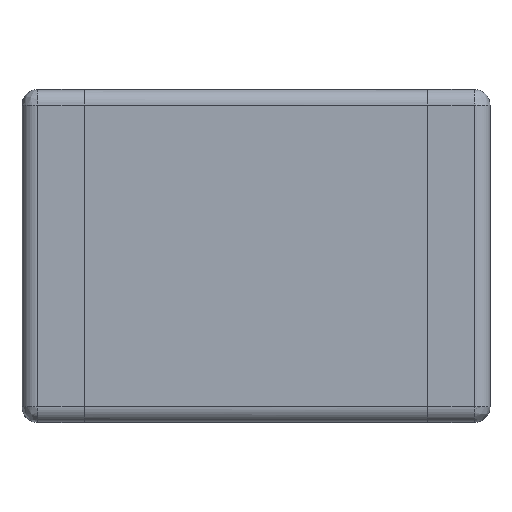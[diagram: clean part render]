
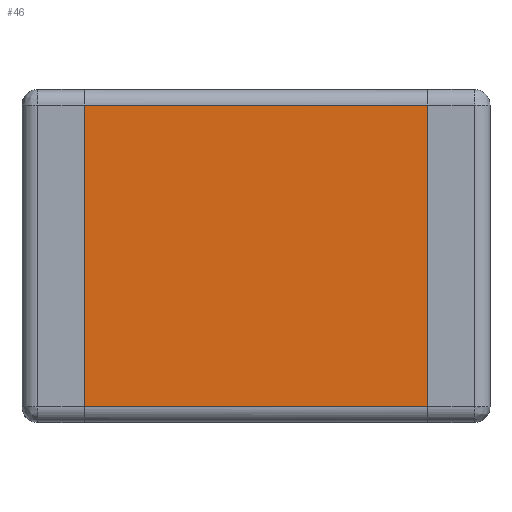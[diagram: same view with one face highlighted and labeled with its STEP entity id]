
A CAD part, top view. The second image highlights one B-rep face of the part: STEP entity #46.
In plain terms, the highlighted planar face has unit normal (0, 0, 1).
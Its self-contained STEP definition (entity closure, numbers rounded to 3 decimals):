
#46=ADVANCED_FACE('',(#88),#1184,.T.);
#88=FACE_OUTER_BOUND('',#130,.T.);
#130=EDGE_LOOP('',(#172,#173,#174,#175));
#172=ORIENTED_EDGE('',*,*,#748,.T.);
#173=ORIENTED_EDGE('',*,*,#749,.T.);
#174=ORIENTED_EDGE('',*,*,#750,.T.);
#175=ORIENTED_EDGE('',*,*,#751,.T.);
#332=PCURVE('',#1184,#492);
#333=PCURVE('',#1184,#493);
#334=PCURVE('',#1184,#494);
#335=PCURVE('',#1184,#495);
#341=PCURVE('',#1157,#501);
#351=PCURVE('',#1159,#511);
#492=DEFINITIONAL_REPRESENTATION('',(#845),#2283);
#493=DEFINITIONAL_REPRESENTATION('',(#847),#2283);
#494=DEFINITIONAL_REPRESENTATION('',(#849),#2283);
#495=DEFINITIONAL_REPRESENTATION('',(#851),#2283);
#501=DEFINITIONAL_REPRESENTATION('',(#862),#2283);
#511=DEFINITIONAL_REPRESENTATION('',(#881),#2283);
#652=SURFACE_CURVE('',#844,(#332,#341),.PCURVE_S1.);
#653=SURFACE_CURVE('',#846,(#333),.PCURVE_S1.);
#654=SURFACE_CURVE('',#848,(#334,#351),.PCURVE_S1.);
#655=SURFACE_CURVE('',#850,(#335),.PCURVE_S1.);
#748=EDGE_CURVE('',#1103,#1100,#652,.T.);
#749=EDGE_CURVE('',#1100,#1101,#653,.T.);
#750=EDGE_CURVE('',#1101,#1102,#654,.T.);
#751=EDGE_CURVE('',#1102,#1103,#655,.T.);
#844=B_SPLINE_CURVE_WITH_KNOTS('',1,(#1304,#1305),.UNSPECIFIED.,.F.,.F.,
(2,2),(0.,1.),.UNSPECIFIED.);
#845=B_SPLINE_CURVE_WITH_KNOTS('',1,(#1306,#1307),.UNSPECIFIED.,.F.,.F.,
(2,2),(0.,1.),.UNSPECIFIED.);
#846=B_SPLINE_CURVE_WITH_KNOTS('',1,(#1308,#1309),.UNSPECIFIED.,.F.,.F.,
(2,2),(0.,1.),.UNSPECIFIED.);
#847=B_SPLINE_CURVE_WITH_KNOTS('',1,(#1310,#1311),.UNSPECIFIED.,.F.,.F.,
(2,2),(0.,1.),.UNSPECIFIED.);
#848=B_SPLINE_CURVE_WITH_KNOTS('',1,(#1312,#1313),.UNSPECIFIED.,.F.,.F.,
(2,2),(0.,1.),.UNSPECIFIED.);
#849=B_SPLINE_CURVE_WITH_KNOTS('',1,(#1314,#1315),.UNSPECIFIED.,.F.,.F.,
(2,2),(0.,1.),.UNSPECIFIED.);
#850=B_SPLINE_CURVE_WITH_KNOTS('',1,(#1316,#1317),.UNSPECIFIED.,.F.,.F.,
(2,2),(0.,1.),.UNSPECIFIED.);
#851=B_SPLINE_CURVE_WITH_KNOTS('',1,(#1318,#1319),.UNSPECIFIED.,.F.,.F.,
(2,2),(0.,1.),.UNSPECIFIED.);
#862=B_SPLINE_CURVE_WITH_KNOTS('',1,(#1352,#1353),.UNSPECIFIED.,.F.,.F.,
(2,2),(0.,1.),.UNSPECIFIED.);
#881=B_SPLINE_CURVE_WITH_KNOTS('',1,(#1410,#1411),.UNSPECIFIED.,.F.,.F.,
(2,2),(0.,1.),.UNSPECIFIED.);
#1100=VERTEX_POINT('',#1288);
#1101=VERTEX_POINT('',#1289);
#1102=VERTEX_POINT('',#1290);
#1103=VERTEX_POINT('',#1291);
#1157=(
BOUNDED_SURFACE()
B_SPLINE_SURFACE(3,1,((#1261,#1262),(#1263,#1264),(#1265,#1266),(#1267,#1268)),
 .UNSPECIFIED.,.F.,.F.,.F.)
B_SPLINE_SURFACE_WITH_KNOTS((4,4),(2,2),(0.,1.),(0.,1.),.UNSPECIFIED.)
GEOMETRIC_REPRESENTATION_ITEM()
RATIONAL_B_SPLINE_SURFACE(((1.,1.),(0.805,0.805),
(0.805,0.805),(1.,1.)))
REPRESENTATION_ITEM('')
SURFACE()
);
#1159=(
BOUNDED_SURFACE()
B_SPLINE_SURFACE(3,1,((#1277,#1278),(#1279,#1280),(#1281,#1282),(#1283,#1284)),
 .UNSPECIFIED.,.F.,.F.,.F.)
B_SPLINE_SURFACE_WITH_KNOTS((4,4),(2,2),(0.,1.),(0.,1.),.UNSPECIFIED.)
GEOMETRIC_REPRESENTATION_ITEM()
RATIONAL_B_SPLINE_SURFACE(((1.,1.),(0.805,0.805),
(0.805,0.805),(1.,1.)))
REPRESENTATION_ITEM('')
SURFACE()
);
#1184=PLANE('',#1218);
#1218=AXIS2_PLACEMENT_3D('',#1252,#1235,$);
#1235=DIRECTION('',(0.,0.,1.));
#1252=CARTESIAN_POINT('',(-1.65,-1.45,1.6));
#1261=CARTESIAN_POINT('',(-1.65,1.6,1.45));
#1262=CARTESIAN_POINT('',(1.65,1.6,1.45));
#1263=CARTESIAN_POINT('',(-1.65,1.6,1.538));
#1264=CARTESIAN_POINT('',(1.65,1.6,1.538));
#1265=CARTESIAN_POINT('',(-1.65,1.538,1.6));
#1266=CARTESIAN_POINT('',(1.65,1.538,1.6));
#1267=CARTESIAN_POINT('',(-1.65,1.45,1.6));
#1268=CARTESIAN_POINT('',(1.65,1.45,1.6));
#1277=CARTESIAN_POINT('',(1.65,-1.6,1.45));
#1278=CARTESIAN_POINT('',(-1.65,-1.6,1.45));
#1279=CARTESIAN_POINT('',(1.65,-1.6,1.538));
#1280=CARTESIAN_POINT('',(-1.65,-1.6,1.538));
#1281=CARTESIAN_POINT('',(1.65,-1.538,1.6));
#1282=CARTESIAN_POINT('',(-1.65,-1.538,1.6));
#1283=CARTESIAN_POINT('',(1.65,-1.45,1.6));
#1284=CARTESIAN_POINT('',(-1.65,-1.45,1.6));
#1288=CARTESIAN_POINT('',(-1.65,1.45,1.6));
#1289=CARTESIAN_POINT('',(-1.65,-1.45,1.6));
#1290=CARTESIAN_POINT('',(1.65,-1.45,1.6));
#1291=CARTESIAN_POINT('',(1.65,1.45,1.6));
#1304=CARTESIAN_POINT('',(1.65,1.45,1.6));
#1305=CARTESIAN_POINT('',(-1.65,1.45,1.6));
#1306=CARTESIAN_POINT('',(1.,1.));
#1307=CARTESIAN_POINT('',(0.,1.));
#1308=CARTESIAN_POINT('',(-1.65,1.45,1.6));
#1309=CARTESIAN_POINT('',(-1.65,-1.45,1.6));
#1310=CARTESIAN_POINT('',(0.,1.));
#1311=CARTESIAN_POINT('',(0.,0.));
#1312=CARTESIAN_POINT('',(-1.65,-1.45,1.6));
#1313=CARTESIAN_POINT('',(1.65,-1.45,1.6));
#1314=CARTESIAN_POINT('',(0.,0.));
#1315=CARTESIAN_POINT('',(1.,0.));
#1316=CARTESIAN_POINT('',(1.65,-1.45,1.6));
#1317=CARTESIAN_POINT('',(1.65,1.45,1.6));
#1318=CARTESIAN_POINT('',(1.,0.));
#1319=CARTESIAN_POINT('',(1.,1.));
#1352=CARTESIAN_POINT('',(1.,1.));
#1353=CARTESIAN_POINT('',(1.,0.));
#1410=CARTESIAN_POINT('',(1.,1.));
#1411=CARTESIAN_POINT('',(1.,0.));
#2283=(
GEOMETRIC_REPRESENTATION_CONTEXT(2)
PARAMETRIC_REPRESENTATION_CONTEXT()
REPRESENTATION_CONTEXT('pspace','')
);
